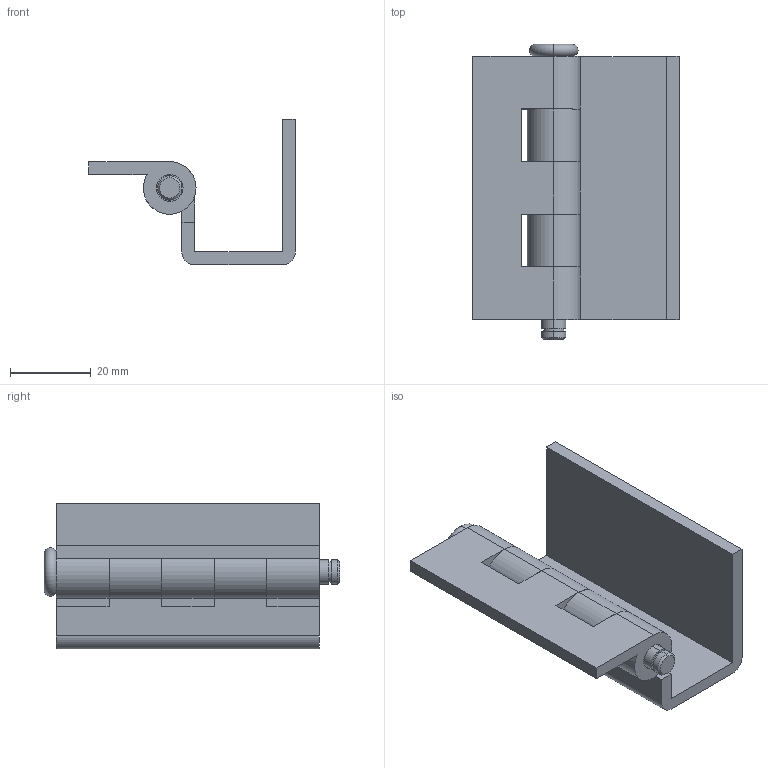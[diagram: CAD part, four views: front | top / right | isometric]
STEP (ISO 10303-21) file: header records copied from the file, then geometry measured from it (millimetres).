
FILE_DESCRIPTION (( 'STEP AP203' ), '1' );
FILE_NAME ('B-566.STEP', '2009-03-13T01:43:41', ( ' ' ), ( ' ' ), 'SwSTEP 2.0', 'SolidWorks 2007', '' );
FILE_SCHEMA (( 'CONFIG_CONTROL_DESIGN' ));
Length unit declared in the file: millimetre
Products named in the file (4): B-566僺儞__棉太倌; B-566僸儞僕A__棉太倌; B-566僸儞僕B__棉太倌; B-566
Assembly tree (3 placements, depth 2):
  B-566
    B-566僸儞僕A__棉太倌
    B-566僸儞僕B__棉太倌
    B-566僺儞__棉太倌
Bounding box: 51 x 73 x 36 mm (x, y, z)
Volume: 25901.1 mm3; surface area: 18348.4 mm2
Topology: 3 solids, 3 shells, 66 faces, 169 edges, 112 vertices
Faces by surface type: plane 32, cylinder 30, cone 2, torus 2
Entity records: 2459 total; most frequent: DIRECTION 381, CARTESIAN_POINT 353, ORIENTED_EDGE 338, EDGE_CURVE 169, AXIS2_PLACEMENT_3D 140, VERTEX_POINT 112, VECTOR 101, LINE 101
